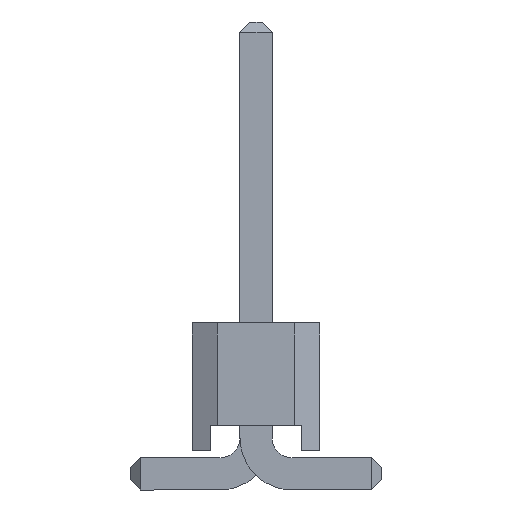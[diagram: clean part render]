
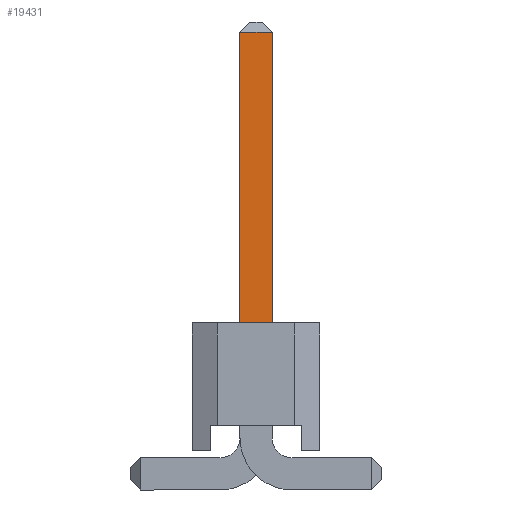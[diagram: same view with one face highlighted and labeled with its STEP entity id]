
A CAD part, front view. The second image highlights one B-rep face of the part: STEP entity #19431.
In plain terms, the highlighted face is planar.
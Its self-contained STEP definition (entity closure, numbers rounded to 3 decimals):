
#3280=ORIENTED_EDGE('',*,*,#5721,.T.);
#3281=ORIENTED_EDGE('',*,*,#5612,.F.);
#3282=ORIENTED_EDGE('',*,*,#5718,.T.);
#3283=ORIENTED_EDGE('',*,*,#5713,.T.);
#5612=EDGE_CURVE('',#7056,#7057,#8742,.T.);
#5713=EDGE_CURVE('',#7156,#7154,#8843,.T.);
#5718=EDGE_CURVE('',#7056,#7156,#8848,.T.);
#5721=EDGE_CURVE('',#7154,#7057,#8851,.T.);
#7056=VERTEX_POINT('',#27153);
#7057=VERTEX_POINT('',#27155);
#7154=VERTEX_POINT('',#27352);
#7156=VERTEX_POINT('',#27358);
#8742=LINE('',#27154,#10620);
#8843=LINE('',#27357,#10721);
#8848=LINE('',#27367,#10726);
#8851=LINE('',#27372,#10729);
#10620=VECTOR('',#23222,1000.);
#10721=VECTOR('',#23329,1000.);
#10726=VECTOR('',#23340,1000.);
#10729=VECTOR('',#23347,1000.);
#11709=EDGE_LOOP('',(#3280,#3281,#3282,#3283));
#12529=FACE_BOUND('',#11709,.T.);
#13253=PLANE('',#20306);
#19431=ADVANCED_FACE('',(#12529),#13253,.F.);
#20306=AXIS2_PLACEMENT_3D('',#27371,#23345,#23346);
#23222=DIRECTION('',(0.,-1.,0.));
#23329=DIRECTION('',(0.,-1.,0.));
#23340=DIRECTION('',(0.,0.,1.));
#23345=DIRECTION('',(-1.,0.,0.));
#23346=DIRECTION('',(0.,0.,1.));
#23347=DIRECTION('',(0.,0.,-1.));
#27153=CARTESIAN_POINT('',(29.53,0.32,1.27));
#27154=CARTESIAN_POINT('',(29.53,0.32,1.27));
#27155=CARTESIAN_POINT('',(29.53,-0.32,1.27));
#27352=CARTESIAN_POINT('',(29.53,-0.32,7.07));
#27357=CARTESIAN_POINT('',(29.53,0.72,7.07));
#27358=CARTESIAN_POINT('',(29.53,0.32,7.07));
#27367=CARTESIAN_POINT('',(29.53,0.32,-1.02));
#27371=CARTESIAN_POINT('',(29.53,0.72,-1.02));
#27372=CARTESIAN_POINT('',(29.53,-0.32,-1.02));
